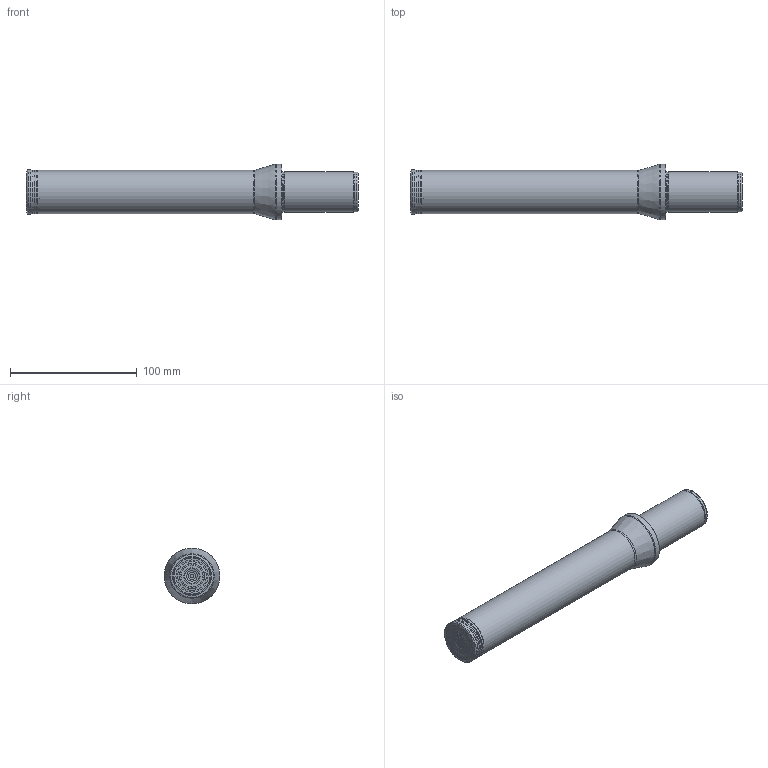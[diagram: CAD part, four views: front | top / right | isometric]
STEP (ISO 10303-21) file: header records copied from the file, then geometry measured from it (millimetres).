
FILE_DESCRIPTION(/* description */ (''),/* implementation_level */ '2;1');
FILE_NAME(/* name */ 'ATUM-35XD5-SOMT-11T308-light.stp',/* time_stamp */ '2023-10-23T07:33:35+03:00',/* author */ (''),/* organization */ (''),/* preprocessor_version */ 'ST-DEVELOPER v19.4',/* originating_system */ 'SIEMENS PLM Software NX2306.3001',/* authorisation */ '');
FILE_SCHEMA (('AUTOMOTIVE_DESIGN { 1 0 10303 214 3 1 1 1 }'));
Length unit declared in the file: millimetre
Products named in the file (1): STP_ATUM 33XD5 SOMT 11T308
Bounding box: 262 x 44 x 44 mm (x, y, z)
Volume: 248440.6 mm3; surface area: 33187.3 mm2
Topology: 2 solids, 2 shells, 70 faces, 180 edges, 115 vertices
Faces by surface type: revolution 47, torus 8, cylinder 5, cone 5, plane 5
Full cylindrical faces by diameter (mm): 31.5 x2, 32 x1, 34 x1, 44 x1
Entity records: 1630 total; most frequent: CARTESIAN_POINT 365, DIRECTION 263, EDGE_LOOP 136, ORIENTED_EDGE 136, FACE_BOUND 132, AXIS2_PLACEMENT_3D 96, CIRCLE 72, ADVANCED_FACE 70
